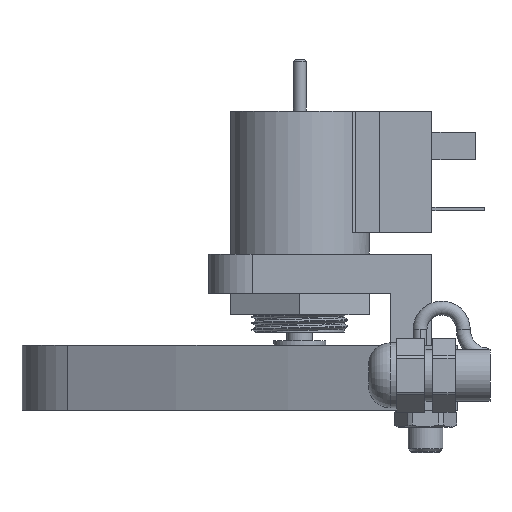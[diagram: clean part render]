
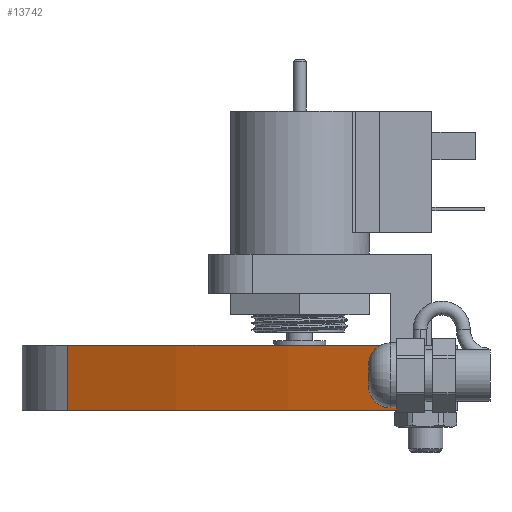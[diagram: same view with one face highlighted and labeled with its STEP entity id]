
A CAD part, left-side view. The second image highlights one B-rep face of the part: STEP entity #13742.
In plain terms, the highlighted cylindrical face has radius 400 mm (diameter 800 mm), a partial arc.
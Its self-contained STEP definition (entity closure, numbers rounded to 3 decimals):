
#421 = VECTOR ( 'NONE', #5728, 1000. ) ;
#707 = EDGE_CURVE ( 'NONE', #12711, #5200, #8260, .T. ) ;
#1245 = CARTESIAN_POINT ( 'NONE',  ( 300.581, -151.429, -7.5 ) ) ;
#1467 = VERTEX_POINT ( 'NONE', #11268 ) ;
#1989 = CIRCLE ( 'NONE', #5180, 400. ) ;
#3116 = CYLINDRICAL_SURFACE ( 'NONE', #11464, 400. ) ;
#3211 = DIRECTION ( 'NONE',  ( -1., 0., 0. ) ) ;
#3996 = LINE ( 'NONE', #6944, #421 ) ;
#4009 = DIRECTION ( 'NONE',  ( 0., 0., 1. ) ) ;
#4126 = VERTEX_POINT ( 'NONE', #8436 ) ;
#4590 = CARTESIAN_POINT ( 'NONE',  ( -50.884, 39.549, 7.5 ) ) ;
#5180 = AXIS2_PLACEMENT_3D ( 'NONE', #15397, #12655, #3211 ) ;
#5198 = EDGE_CURVE ( 'NONE', #12711, #1467, #1989, .T. ) ;
#5200 = VERTEX_POINT ( 'NONE', #12593 ) ;
#5540 = CIRCLE ( 'NONE', #15962, 400. ) ;
#5728 = DIRECTION ( 'NONE',  ( 0., 0., -1. ) ) ;
#6944 = CARTESIAN_POINT ( 'NONE',  ( -83., -38.003, 7.5 ) ) ;
#7047 = CARTESIAN_POINT ( 'NONE',  ( 300.581, -151.429, 7.5 ) ) ;
#8260 = LINE ( 'NONE', #8266, #11339 ) ;
#8266 = CARTESIAN_POINT ( 'NONE',  ( -50.884, 39.549, 7.5 ) ) ;
#8374 = ORIENTED_EDGE ( 'NONE', *, *, #5198, .F. ) ;
#8436 = CARTESIAN_POINT ( 'NONE',  ( -83., -38.003, -7.5 ) ) ;
#8479 = DIRECTION ( 'NONE',  ( -1., 0., 0. ) ) ;
#8983 = EDGE_CURVE ( 'NONE', #1467, #4126, #3996, .T. ) ;
#11268 = CARTESIAN_POINT ( 'NONE',  ( -83., -38.003, 7.5 ) ) ;
#11339 = VECTOR ( 'NONE', #13554, 1000. ) ;
#11464 = AXIS2_PLACEMENT_3D ( 'NONE', #7047, #13772, #8479 ) ;
#11790 = EDGE_LOOP ( 'NONE', ( #12052, #8374, #17255, #14265 ) ) ;
#12052 = ORIENTED_EDGE ( 'NONE', *, *, #8983, .F. ) ;
#12593 = CARTESIAN_POINT ( 'NONE',  ( -50.884, 39.549, -7.5 ) ) ;
#12655 = DIRECTION ( 'NONE',  ( 0., 0., 1. ) ) ;
#12711 = VERTEX_POINT ( 'NONE', #4590 ) ;
#13554 = DIRECTION ( 'NONE',  ( 0., 0., -1. ) ) ;
#13742 = ADVANCED_FACE ( 'NONE', ( #14413 ), #3116, .T. ) ;
#13772 = DIRECTION ( 'NONE',  ( 0., 0., -1. ) ) ;
#14265 = ORIENTED_EDGE ( 'NONE', *, *, #15843, .T. ) ;
#14413 = FACE_OUTER_BOUND ( 'NONE', #11790, .T. ) ;
#15397 = CARTESIAN_POINT ( 'NONE',  ( 300.581, -151.429, 7.5 ) ) ;
#15843 = EDGE_CURVE ( 'NONE', #5200, #4126, #5540, .T. ) ;
#15962 = AXIS2_PLACEMENT_3D ( 'NONE', #1245, #4009, #15990 ) ;
#15990 = DIRECTION ( 'NONE',  ( -1., 0., 0. ) ) ;
#17255 = ORIENTED_EDGE ( 'NONE', *, *, #707, .T. ) ;
